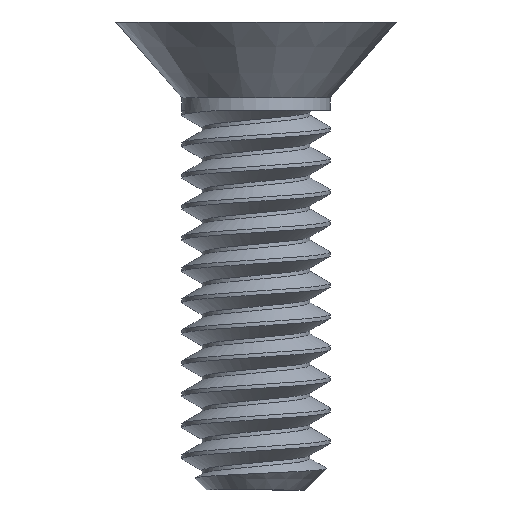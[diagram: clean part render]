
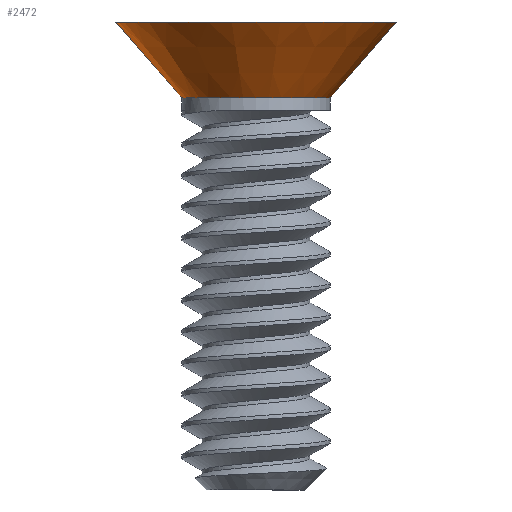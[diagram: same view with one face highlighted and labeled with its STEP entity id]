
A CAD part, left-side view. The second image highlights one B-rep face of the part: STEP entity #2472.
In plain terms, the highlighted conical face has half-angle 41 degrees and reference radius 1.257 mm.
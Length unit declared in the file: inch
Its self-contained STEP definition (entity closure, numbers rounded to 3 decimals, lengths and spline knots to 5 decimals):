
#158 = DIRECTION ( 'NONE',  ( 0., 0., 1. ) ) ;
#310 = VECTOR ( 'NONE', #2440, 39.37008 ) ;
#340 = AXIS2_PLACEMENT_3D ( 'NONE', #2738, #158, #1618 ) ;
#468 = CIRCLE ( 'NONE', #340, 0.0935 ) ;
#529 = EDGE_CURVE ( 'NONE', #1291, #2375, #2386, .T. ) ;
#683 = AXIS2_PLACEMENT_3D ( 'NONE', #1795, #2914, #2345 ) ;
#866 = CARTESIAN_POINT ( 'NONE',  ( 0., -0.0495, 0.00838 ) ) ;
#923 = CARTESIAN_POINT ( 'NONE',  ( 0., -0.0935, 0.059 ) ) ;
#953 = CIRCLE ( 'NONE', #1405, 0.0495 ) ;
#955 = ORIENTED_EDGE ( 'NONE', *, *, #2584, .F. ) ;
#981 = ORIENTED_EDGE ( 'NONE', *, *, #529, .F. ) ;
#1114 = ORIENTED_EDGE ( 'NONE', *, *, #2860, .F. ) ;
#1291 = VERTEX_POINT ( 'NONE', #1596 ) ;
#1405 = AXIS2_PLACEMENT_3D ( 'NONE', #1716, #3396, #2573 ) ;
#1457 = ORIENTED_EDGE ( 'NONE', *, *, #1482, .T. ) ;
#1482 = EDGE_CURVE ( 'NONE', #2344, #2533, #3658, .T. ) ;
#1596 = CARTESIAN_POINT ( 'NONE',  ( 0., 0.0495, 0.00838 ) ) ;
#1604 = EDGE_LOOP ( 'NONE', ( #981, #955, #1457, #1114 ) ) ;
#1618 = DIRECTION ( 'NONE',  ( 0., -1., 0. ) ) ;
#1716 = CARTESIAN_POINT ( 'NONE',  ( 0., 0., 0.00838 ) ) ;
#1758 = CARTESIAN_POINT ( 'NONE',  ( 0., 0.0935, 0.059 ) ) ;
#1795 = CARTESIAN_POINT ( 'NONE',  ( 0., 0., 0.00838 ) ) ;
#2344 = VERTEX_POINT ( 'NONE', #866 ) ;
#2345 = DIRECTION ( 'NONE',  ( 0., -1., 0. ) ) ;
#2375 = VERTEX_POINT ( 'NONE', #1758 ) ;
#2386 = LINE ( 'NONE', #2966, #310 ) ;
#2440 = DIRECTION ( 'NONE',  ( 0., 0.656, 0.755 ) ) ;
#2472 = ADVANCED_FACE ( 'NONE', ( #3019 ), #2723, .T. ) ;
#2533 = VERTEX_POINT ( 'NONE', #923 ) ;
#2573 = DIRECTION ( 'NONE',  ( 0., 1., 0. ) ) ;
#2584 = EDGE_CURVE ( 'NONE', #2344, #1291, #953, .T. ) ;
#2723 = CONICAL_SURFACE ( 'NONE', #683, 0.0495, 0.716 ) ;
#2738 = CARTESIAN_POINT ( 'NONE',  ( 0., 0., 0.059 ) ) ;
#2830 = VECTOR ( 'NONE', #3340, 39.37008 ) ;
#2860 = EDGE_CURVE ( 'NONE', #2375, #2533, #468, .T. ) ;
#2914 = DIRECTION ( 'NONE',  ( 0., 0., 1. ) ) ;
#2966 = CARTESIAN_POINT ( 'NONE',  ( 0., 0.0495, 0.00838 ) ) ;
#3011 = CARTESIAN_POINT ( 'NONE',  ( 0., -0.0495, 0.00838 ) ) ;
#3019 = FACE_OUTER_BOUND ( 'NONE', #1604, .T. ) ;
#3340 = DIRECTION ( 'NONE',  ( 0., -0.656, 0.755 ) ) ;
#3396 = DIRECTION ( 'NONE',  ( 0., 0., -1. ) ) ;
#3658 = LINE ( 'NONE', #3011, #2830 ) ;
